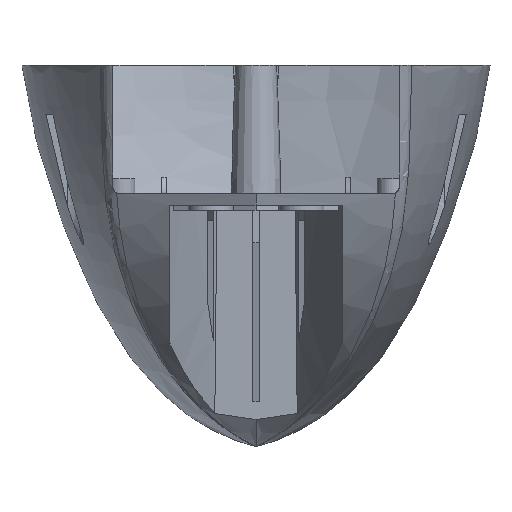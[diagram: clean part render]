
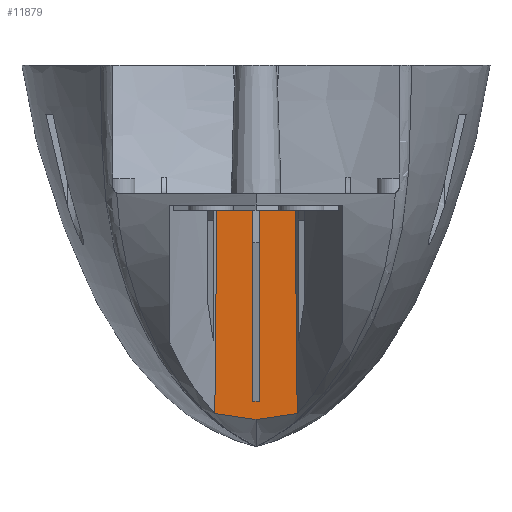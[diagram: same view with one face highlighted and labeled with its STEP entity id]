
A CAD part, front view. The second image highlights one B-rep face of the part: STEP entity #11879.
In plain terms, the highlighted planar face has unit normal (0, -1, -0.018).
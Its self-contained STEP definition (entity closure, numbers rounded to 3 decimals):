
#808=CARTESIAN_POINT('',(5.456,14.482,-46.113));
#809=CARTESIAN_POINT('',(4.799,14.484,-46.214));
#810=CARTESIAN_POINT('',(3.52,14.487,-46.409));
#811=CARTESIAN_POINT('',(1.701,14.492,-46.674));
#812=CARTESIAN_POINT('',(0.556,14.495,-46.835));
#813=CARTESIAN_POINT('',(0.,14.496,-46.912));
#2885=CARTESIAN_POINT('',(0.,14.496,-46.912));
#2886=CARTESIAN_POINT('',(-0.556,14.495,
-46.835));
#2887=CARTESIAN_POINT('',(-1.701,14.492,
-46.674));
#2888=CARTESIAN_POINT('',(-3.52,14.487,
-46.409));
#2889=CARTESIAN_POINT('',(-4.8,14.484,
-46.214));
#2890=CARTESIAN_POINT('',(-5.456,14.482,
-46.113));
#2892=CARTESIAN_POINT('',(0.,14.496,-46.912));
#3028=DIRECTION('',(1.,0.,0.));
#3029=VECTOR('',#3028,4.782);
#3030=CARTESIAN_POINT('',(-5.182,14.,-18.5));
#3031=LINE('',#3030,#3029);
#3076=DIRECTION('',(1.,0.,0.));
#3077=VECTOR('',#3076,4.782);
#3078=CARTESIAN_POINT('',(0.4,14.,-18.5));
#3079=LINE('',#3078,#3077);
#3294=CARTESIAN_POINT('',(-5.182,14.,-18.5));
#3295=CARTESIAN_POINT('',(-5.273,14.161,
-27.704));
#3296=CARTESIAN_POINT('',(-5.365,14.321,
-36.908));
#3297=CARTESIAN_POINT('',(-5.456,14.482,
-46.113));
#3319=DIRECTION('',(0.,0.017,-1.));
#3320=VECTOR('',#3319,26.004);
#3321=CARTESIAN_POINT('',(-0.4,14.,-18.5));
#3322=LINE('',#3321,#3320);
#3323=DIRECTION('',(1.,0.,0.));
#3324=VECTOR('',#3323,0.8);
#3325=CARTESIAN_POINT('',(-0.4,14.454,-44.5));
#3326=LINE('',#3325,#3324);
#3327=DIRECTION('',(0.,0.017,-1.));
#3328=VECTOR('',#3327,26.004);
#3329=CARTESIAN_POINT('',(0.4,14.,-18.5));
#3330=LINE('',#3329,#3328);
#3331=CARTESIAN_POINT('',(5.182,14.,-18.5));
#3332=CARTESIAN_POINT('',(5.273,14.161,-27.704));
#3333=CARTESIAN_POINT('',(5.365,14.321,-36.908));
#3334=CARTESIAN_POINT('',(5.456,14.482,-46.113));
#4468=VERTEX_POINT('',#2892);
#4469=VERTEX_POINT('',#3294);
#4470=VERTEX_POINT('',#3297);
#4471=VERTEX_POINT('',#3331);
#4472=VERTEX_POINT('',#3334);
#4609=CARTESIAN_POINT('',(-0.4,14.,-18.5));
#4610=CARTESIAN_POINT('',(-0.4,14.454,-44.5));
#4611=VERTEX_POINT('',#4609);
#4612=VERTEX_POINT('',#4610);
#4613=CARTESIAN_POINT('',(0.4,14.,-18.5));
#4614=CARTESIAN_POINT('',(0.4,14.454,-44.5));
#4615=VERTEX_POINT('',#4613);
#4616=VERTEX_POINT('',#4614);
#11859=CARTESIAN_POINT('',(7.441,14.,-18.5));
#11860=DIRECTION('',(0.,1.,0.017));
#11861=DIRECTION('',(1.,0.,0.));
#11862=AXIS2_PLACEMENT_3D('',#11859,#11860,#11861);
#11863=PLANE('',#11862);
#11865=ORIENTED_EDGE('',*,*,#11864,.T.);
#11867=ORIENTED_EDGE('',*,*,#11866,.T.);
#11869=ORIENTED_EDGE('',*,*,#11868,.F.);
#11870=ORIENTED_EDGE('',*,*,#11377,.T.);
#11872=ORIENTED_EDGE('',*,*,#11871,.T.);
#11873=ORIENTED_EDGE('',*,*,#6644,.T.);
#11874=ORIENTED_EDGE('',*,*,#11324,.T.);
#11875=ORIENTED_EDGE('',*,*,#11796,.F.);
#11876=ORIENTED_EDGE('',*,*,#11349,.T.);
#11877=EDGE_LOOP('',(#11865,#11867,#11869,#11870,#11872,#11873,#11874,#11875,
#11876));
#11878=FACE_OUTER_BOUND('',#11877,.F.);
#11879=ADVANCED_FACE('',(#11878),#11863,.F.);
#814=B_SPLINE_CURVE_WITH_KNOTS('',3,(#808,#809,#810,#811,#812,#813),
.UNSPECIFIED.,.F.,.F.,(4,1,1,4),(0.,0.333,0.667,1.),
.UNSPECIFIED.);
#2891=B_SPLINE_CURVE_WITH_KNOTS('',3,(#2885,#2886,#2887,#2888,#2889,#2890),
.UNSPECIFIED.,.F.,.F.,(4,1,1,4),(0.,0.333,0.667,1.),
.UNSPECIFIED.);
#3298=B_SPLINE_CURVE_WITH_KNOTS('',3,(#3294,#3295,#3296,#3297),.UNSPECIFIED.,
.F.,.F.,(4,4),(0.,1.),.UNSPECIFIED.);
#3335=B_SPLINE_CURVE_WITH_KNOTS('',3,(#3331,#3332,#3333,#3334),.UNSPECIFIED.,
.F.,.F.,(4,4),(0.,1.),.UNSPECIFIED.);
#6644=EDGE_CURVE('',#4472,#4468,#814,.T.);
#11324=EDGE_CURVE('',#4468,#4470,#2891,.T.);
#11349=EDGE_CURVE('',#4469,#4611,#3031,.T.);
#11377=EDGE_CURVE('',#4615,#4471,#3079,.T.);
#11796=EDGE_CURVE('',#4469,#4470,#3298,.T.);
#11864=EDGE_CURVE('',#4611,#4612,#3322,.T.);
#11866=EDGE_CURVE('',#4612,#4616,#3326,.T.);
#11868=EDGE_CURVE('',#4615,#4616,#3330,.T.);
#11871=EDGE_CURVE('',#4471,#4472,#3335,.T.);
